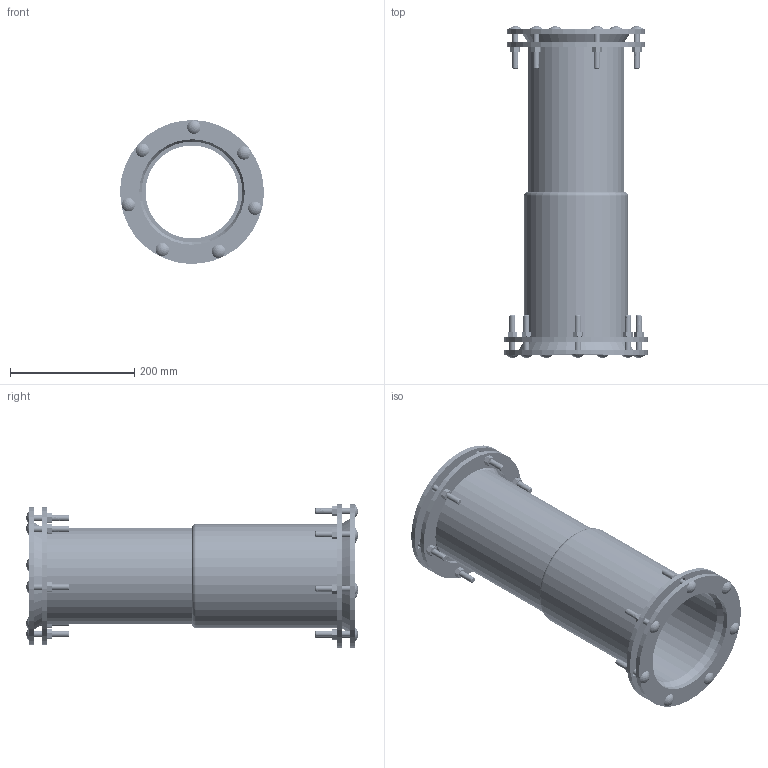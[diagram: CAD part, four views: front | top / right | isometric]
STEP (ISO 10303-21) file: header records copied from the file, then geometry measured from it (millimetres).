
FILE_DESCRIPTION (( 'STEP AP214' ), '1' );
FILE_NAME ('1070-06I06P.STEP', '2021-02-12T21:44:03', ( '' ), ( '' ), 'SwSTEP 2.0', 'SolidWorks 2021', '' );
FILE_SCHEMA (( 'AUTOMOTIVE_DESIGN' ));
Length unit declared in the file: inch
Products named in the file (8): 1070-06I06P; Coupler Rings_1033-PW0600; 1070_1070-06I06P; Coupler Rings_1031-PL0600; 21867; Coupler Rings_1031-IL0600; Coupler Rings_1033-IW0600; 36306
Assembly tree (31 placements, depth 2):
  1070-06I06P
    1070_1070-06I06P
    Coupler Rings_1031-IL0600
    Coupler Rings_1033-IW0600
    Coupler Rings_1031-PL0600
    Coupler Rings_1033-PW0600
    21867  x13
    36306  x13
Bounding box: 231.64 x 534.44 x 231.64 mm (x, y, z)
Volume: 1496114.3 mm3; surface area: 797061.9 mm2
Topology: 44 solids, 44 shells, 1995 faces, 4965 edges, 3085 vertices
Faces by surface type: cylinder 1038, cone 424, plane 388, sphere 104, bspline 39, torus 2
Entity records: 17228 total; most frequent: CARTESIAN_POINT 9822, ORIENTED_EDGE 1506, DIRECTION 1342, EDGE_CURVE 753, VERTEX_POINT 481, VECTOR 464, LINE 464, AXIS2_PLACEMENT_3D 439
